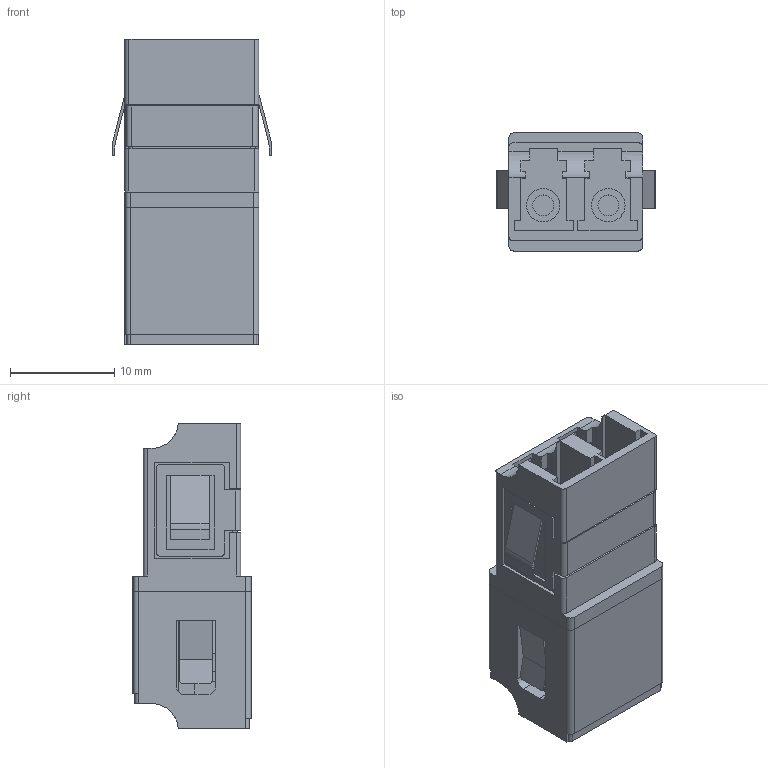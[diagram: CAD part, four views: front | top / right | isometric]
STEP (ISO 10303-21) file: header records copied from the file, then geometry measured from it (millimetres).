
FILE_DESCRIPTION (( 'STEP AP214' ), '1' );
FILE_NAME ('FOA-812-BLU_3D.STEP', '2022-02-10T19:59:18', ( '' ), ( '' ), 'SwSTEP 2.0', 'SolidWorks 2021', '' );
FILE_SCHEMA (( 'AUTOMOTIVE_DESIGN' ));
Length unit declared in the file: inch
Products named in the file (3): FOA-812-BLU; FOA-985_MOUNTING CLIP; FOA-812-BLU_3D
Assembly tree (2 placements, depth 2):
  FOA-812-BLU_3D
    FOA-812-BLU
    FOA-985_MOUNTING CLIP
Bounding box: 15.26 x 11.35 x 29.34 mm (x, y, z)
Volume: 2107 mm3; surface area: 3718.6 mm2
Topology: 4 solids, 4 shells, 383 faces, 1085 edges, 710 vertices
Faces by surface type: plane 312, cylinder 71
Entity records: 14335 total; most frequent: CARTESIAN_POINT 2207, ORIENTED_EDGE 2170, DIRECTION 2001, EDGE_CURVE 1085, LINE 929, VECTOR 929, VERTEX_POINT 710, AXIS2_PLACEMENT_3D 536
